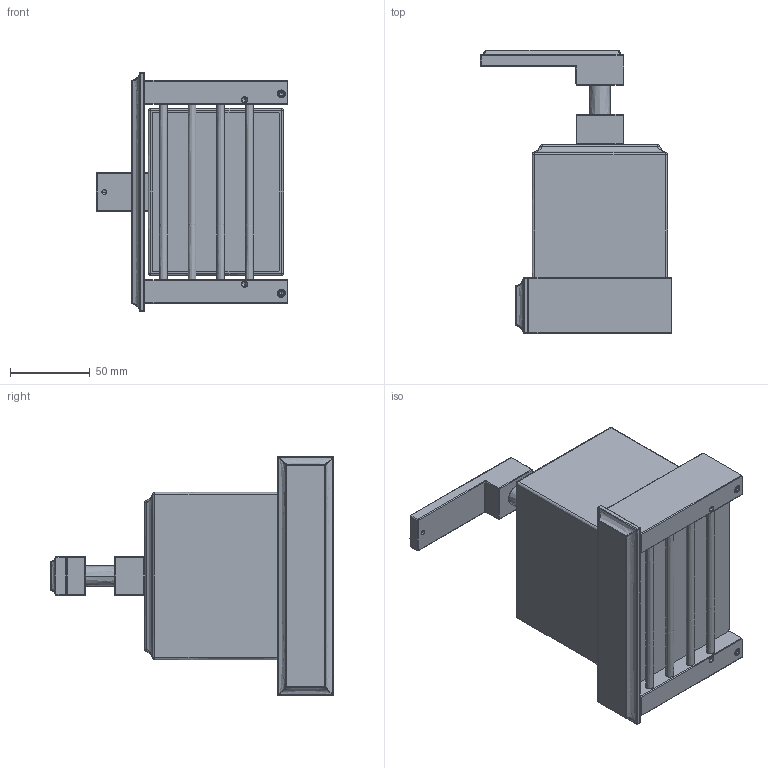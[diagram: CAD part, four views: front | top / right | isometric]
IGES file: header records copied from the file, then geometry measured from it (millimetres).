
Start section:  PTC IGES file: 46413_igs.igs
Global section: file name: 46413_igs.igs; native system: Pro/ENGINEER by Parametric Technology Corporation; preprocessor: 2011490; author: spischedda; organization: Unknown; date: 20140327.083838; units: millimetre
Bounding box: 120 x 177.7 x 150 mm (x, y, z)
Surface area: 160225.4 mm2 (no closed solid volume)
Topology: 0 solids, 0 shells, 469 faces, 1970 edges, 1950 vertices
Faces by surface type: bspline 469
